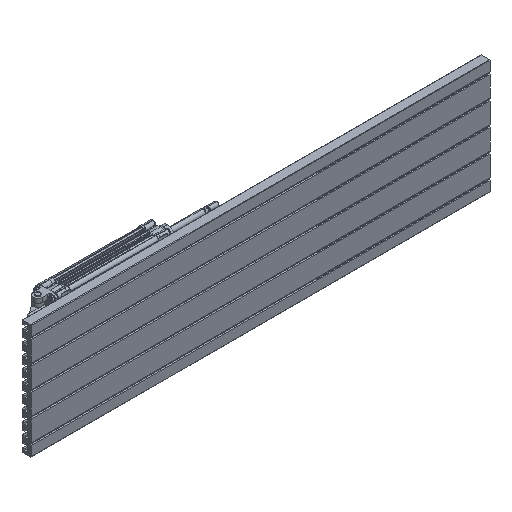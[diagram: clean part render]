
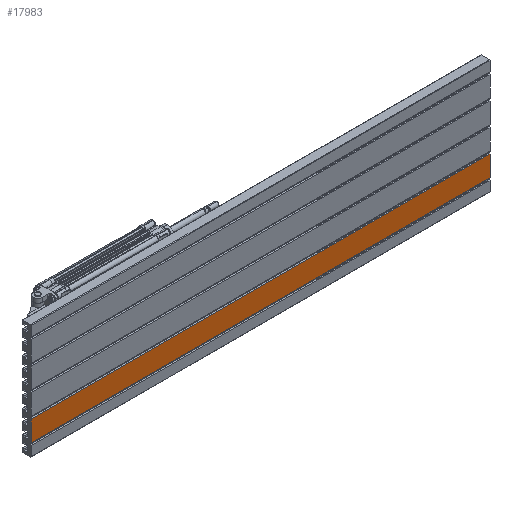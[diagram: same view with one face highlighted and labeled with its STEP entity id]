
A CAD part, isometric view. The second image highlights one B-rep face of the part: STEP entity #17983.
In plain terms, the highlighted planar face has unit normal (0, -1, 0).
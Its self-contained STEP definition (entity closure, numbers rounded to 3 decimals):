
#17927=CARTESIAN_POINT('',(1000.,-0.,-222.5));
#17928=VERTEX_POINT('',#17927);
#17935=CARTESIAN_POINT('',(0.,-0.,-222.5));
#17936=VERTEX_POINT('',#17935);
#17937=CARTESIAN_POINT('',(0.,-0.,-222.5));
#17938=DIRECTION('',(1.,0.,-0.));
#17939=VECTOR('',#17938,1000.);
#17940=LINE('',#17937,#17939);
#17941=EDGE_CURVE('',#17936,#17928,#17940,.T.);
#17953=CARTESIAN_POINT('',(0.,-0.,-200.));
#17954=DIRECTION('',(0.,-1.,0.));
#17955=DIRECTION('',(1.,0.,0.));
#17956=AXIS2_PLACEMENT_3D('',#17953,#17954,#17955);
#17957=PLANE('',#17956);
#17958=CARTESIAN_POINT('',(1000.,-0.,-177.5));
#17959=VERTEX_POINT('',#17958);
#17960=CARTESIAN_POINT('',(1000.,-0.,-222.5));
#17961=DIRECTION('',(0.,0.,1.));
#17962=VECTOR('',#17961,45.);
#17963=LINE('',#17960,#17962);
#17964=EDGE_CURVE('',#17928,#17959,#17963,.T.);
#17965=ORIENTED_EDGE('',*,*,#17964,.T.);
#17966=CARTESIAN_POINT('',(0.,-0.,-177.5));
#17967=VERTEX_POINT('',#17966);
#17968=CARTESIAN_POINT('',(0.,-0.,-177.5));
#17969=DIRECTION('',(1.,0.,-0.));
#17970=VECTOR('',#17969,1000.);
#17971=LINE('',#17968,#17970);
#17972=EDGE_CURVE('',#17967,#17959,#17971,.T.);
#17973=ORIENTED_EDGE('',*,*,#17972,.F.);
#17974=CARTESIAN_POINT('',(0.,-0.,-222.5));
#17975=DIRECTION('',(0.,0.,1.));
#17976=VECTOR('',#17975,45.);
#17977=LINE('',#17974,#17976);
#17978=EDGE_CURVE('',#17936,#17967,#17977,.T.);
#17979=ORIENTED_EDGE('',*,*,#17978,.F.);
#17980=ORIENTED_EDGE('',*,*,#17941,.T.);
#17981=EDGE_LOOP('',(#17965,#17973,#17979,#17980));
#17982=FACE_BOUND('',#17981,.T.);
#17983=ADVANCED_FACE('',(#17982),#17957,.T.);
